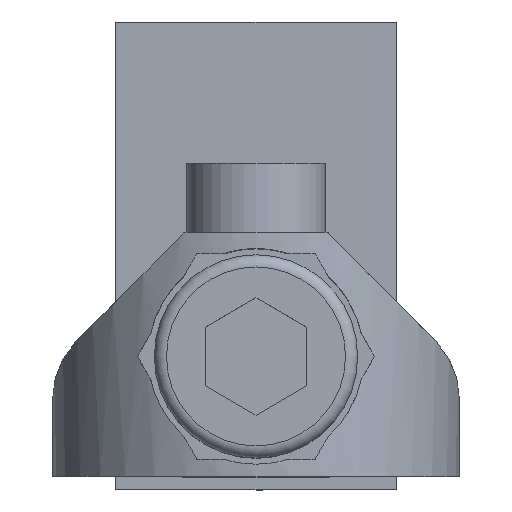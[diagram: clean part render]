
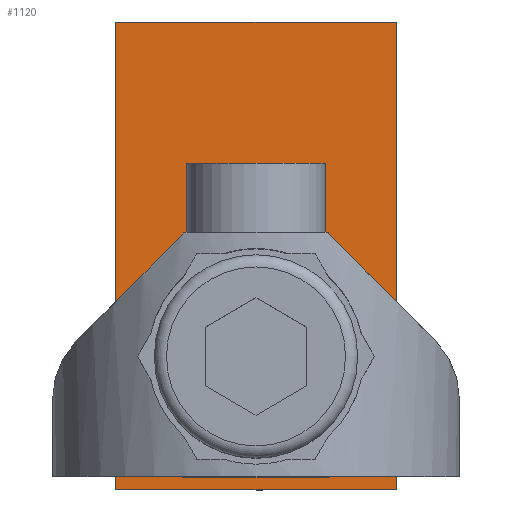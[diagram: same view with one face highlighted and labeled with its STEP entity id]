
A CAD part, top view. The second image highlights one B-rep face of the part: STEP entity #1120.
In plain terms, the highlighted planar face has unit normal (0, 0, 1).
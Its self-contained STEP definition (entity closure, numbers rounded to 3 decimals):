
#83=FACE_BOUND('',#210,.T.);
#97=PLANE('',#1229);
#146=FACE_OUTER_BOUND('',#209,.T.);
#209=EDGE_LOOP('',(#842,#843,#844,#845));
#210=EDGE_LOOP('',(#846));
#267=CIRCLE('',#1213,3.);
#320=LINE('',#1778,#406);
#323=LINE('',#1788,#409);
#324=LINE('',#1790,#410);
#325=LINE('',#1791,#411);
#406=VECTOR('',#1401,1.);
#409=VECTOR('',#1412,1.);
#410=VECTOR('',#1413,1.);
#411=VECTOR('',#1414,1.);
#505=VERTEX_POINT('',#1729);
#519=VERTEX_POINT('',#1775);
#520=VERTEX_POINT('',#1777);
#523=VERTEX_POINT('',#1787);
#524=VERTEX_POINT('',#1789);
#618=EDGE_CURVE('',#505,#505,#267,.T.);
#640=EDGE_CURVE('',#520,#519,#320,.T.);
#645=EDGE_CURVE('',#519,#523,#323,.T.);
#646=EDGE_CURVE('',#524,#523,#324,.T.);
#647=EDGE_CURVE('',#524,#520,#325,.T.);
#842=ORIENTED_EDGE('',*,*,#645,.T.);
#843=ORIENTED_EDGE('',*,*,#646,.F.);
#844=ORIENTED_EDGE('',*,*,#647,.T.);
#845=ORIENTED_EDGE('',*,*,#640,.T.);
#846=ORIENTED_EDGE('',*,*,#618,.T.);
#1120=ADVANCED_FACE('',(#146,#83),#97,.T.);
#1213=AXIS2_PLACEMENT_3D('',#1730,#1355,#1356);
#1229=AXIS2_PLACEMENT_3D('',#1786,#1410,#1411);
#1355=DIRECTION('center_axis',(0.,0.,-1.));
#1356=DIRECTION('ref_axis',(0.,-1.,0.));
#1401=DIRECTION('',(0.,-1.,0.));
#1410=DIRECTION('center_axis',(0.,0.,1.));
#1411=DIRECTION('ref_axis',(-1.,0.,0.));
#1412=DIRECTION('',(1.,0.,0.));
#1413=DIRECTION('',(0.,-1.,0.));
#1414=DIRECTION('',(-1.,0.,0.));
#1729=CARTESIAN_POINT('',(0.,3.,-4.5));
#1730=CARTESIAN_POINT('Origin',(0.,6.,-4.5));
#1775=CARTESIAN_POINT('',(-6.9,-0.5,-4.5));
#1777=CARTESIAN_POINT('',(-6.9,22.5,-4.5));
#1778=CARTESIAN_POINT('',(-6.9,22.5,-4.5));
#1786=CARTESIAN_POINT('Origin',(0.,22.5,-4.5));
#1787=CARTESIAN_POINT('',(6.9,-0.5,-4.5));
#1788=CARTESIAN_POINT('',(6.9,-0.5,-4.5));
#1789=CARTESIAN_POINT('',(6.9,22.5,-4.5));
#1790=CARTESIAN_POINT('',(6.9,22.5,-4.5));
#1791=CARTESIAN_POINT('',(6.9,22.5,-4.5));
